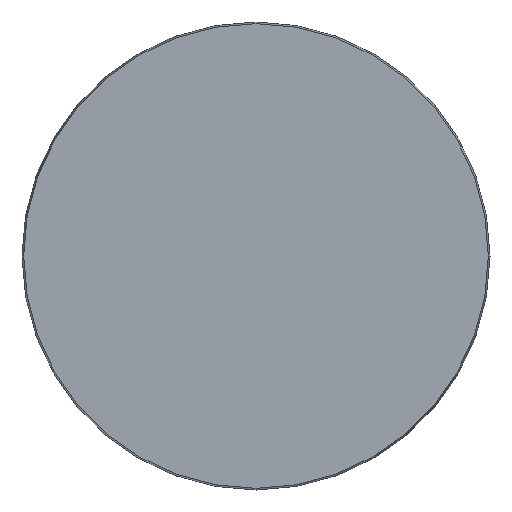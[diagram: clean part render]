
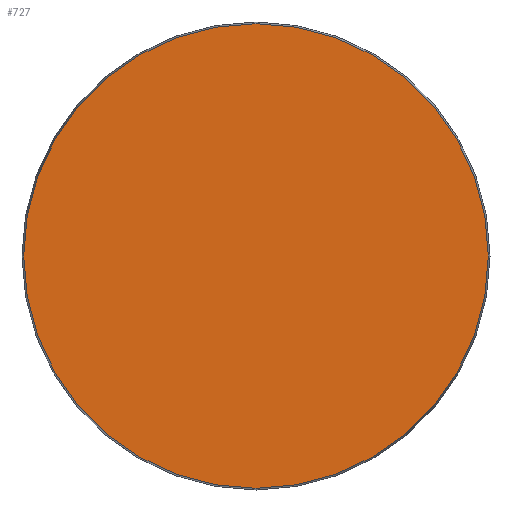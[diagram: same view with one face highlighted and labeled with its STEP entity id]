
A CAD part, front view. The second image highlights one B-rep face of the part: STEP entity #727.
In plain terms, the highlighted planar face has unit normal (0, -1, 0).
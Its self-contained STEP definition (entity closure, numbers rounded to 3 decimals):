
#16 = DIRECTION ( 'NONE',  ( 0., 0., 1. ) ) ;
#186 = AXIS2_PLACEMENT_3D ( 'NONE', #443, #567, #270 ) ;
#187 = ORIENTED_EDGE ( 'NONE', *, *, #437, .T. ) ;
#257 = CARTESIAN_POINT ( 'NONE',  ( -78.425, 0., 0. ) ) ;
#270 = DIRECTION ( 'NONE',  ( 0., 0., -1. ) ) ;
#365 = FACE_OUTER_BOUND ( 'NONE', #705, .T. ) ;
#369 = CIRCLE ( 'NONE', #186, 78.425 ) ;
#372 = PLANE ( 'NONE',  #575 ) ;
#435 = CARTESIAN_POINT ( 'NONE',  ( 0., 0., -78.425 ) ) ;
#437 = EDGE_CURVE ( 'NONE', #555, #555, #369, .T. ) ;
#443 = CARTESIAN_POINT ( 'NONE',  ( 0., 0., 0. ) ) ;
#541 = DIRECTION ( 'NONE',  ( 0., 1., 0. ) ) ;
#555 = VERTEX_POINT ( 'NONE', #435 ) ;
#567 = DIRECTION ( 'NONE',  ( 0., -1., 0. ) ) ;
#575 = AXIS2_PLACEMENT_3D ( 'NONE', #257, #541, #16 ) ;
#705 = EDGE_LOOP ( 'NONE', ( #187 ) ) ;
#727 = ADVANCED_FACE ( 'NONE', ( #365 ), #372, .F. ) ;
